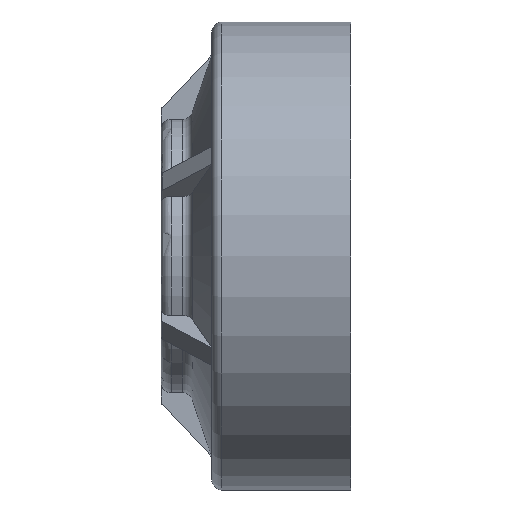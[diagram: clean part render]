
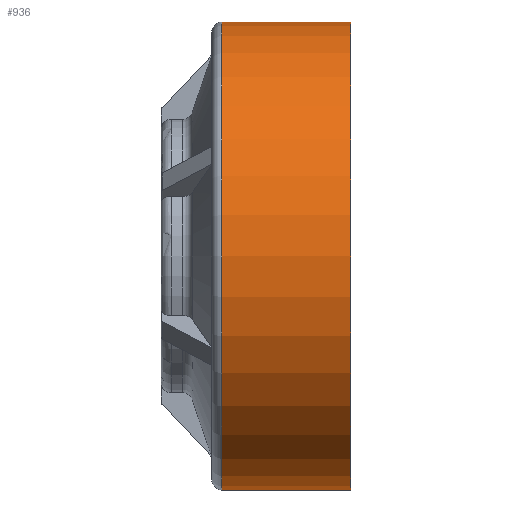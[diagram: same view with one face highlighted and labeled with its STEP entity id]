
A CAD part, left-side view. The second image highlights one B-rep face of the part: STEP entity #936.
In plain terms, the highlighted cylindrical face has radius 23.05 mm (diameter 46.1 mm), a partial arc.
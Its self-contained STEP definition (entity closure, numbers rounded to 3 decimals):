
#20 = ORIENTED_EDGE ( 'NONE', *, *, #2813, .T. ) ;
#71 = CYLINDRICAL_SURFACE ( 'NONE', #2819, 23.05 ) ;
#89 = DIRECTION ( 'NONE',  ( 0., 0., -1. ) ) ;
#185 = VECTOR ( 'NONE', #553, 1000. ) ;
#193 = EDGE_CURVE ( 'NONE', #215, #1528, #2924, .T. ) ;
#215 = VERTEX_POINT ( 'NONE', #1375 ) ;
#232 = CARTESIAN_POINT ( 'NONE',  ( 0., -0.002, -23.045 ) ) ;
#271 = EDGE_LOOP ( 'NONE', ( #1957, #1971, #20, #688 ) ) ;
#388 = AXIS2_PLACEMENT_3D ( 'NONE', #2285, #1101, #2955 ) ;
#553 = DIRECTION ( 'NONE',  ( 0., -1., 0. ) ) ;
#587 = EDGE_CURVE ( 'NONE', #215, #830, #971, .T. ) ;
#688 = ORIENTED_EDGE ( 'NONE', *, *, #1618, .F. ) ;
#776 = CARTESIAN_POINT ( 'NONE',  ( 0., 12.715, -23.045 ) ) ;
#783 = VECTOR ( 'NONE', #2114, 1000. ) ;
#830 = VERTEX_POINT ( 'NONE', #2963 ) ;
#936 = ADVANCED_FACE ( 'NONE', ( #2701 ), #71, .T. ) ;
#971 = LINE ( 'NONE', #2183, #185 ) ;
#1101 = DIRECTION ( 'NONE',  ( 0., -1., 0. ) ) ;
#1169 = DIRECTION ( 'NONE',  ( 0., 0., -1. ) ) ;
#1243 = CARTESIAN_POINT ( 'NONE',  ( 0., -0.002, -23.045 ) ) ;
#1375 = CARTESIAN_POINT ( 'NONE',  ( 0., 12.715, 23.055 ) ) ;
#1394 = CIRCLE ( 'NONE', #2282, 23.05 ) ;
#1528 = VERTEX_POINT ( 'NONE', #776 ) ;
#1618 = EDGE_CURVE ( 'NONE', #830, #2160, #1394, .T. ) ;
#1756 = DIRECTION ( 'NONE',  ( 0., -1., 0. ) ) ;
#1846 = DIRECTION ( 'NONE',  ( 0., -1., 0. ) ) ;
#1957 = ORIENTED_EDGE ( 'NONE', *, *, #587, .F. ) ;
#1971 = ORIENTED_EDGE ( 'NONE', *, *, #193, .T. ) ;
#1992 = CARTESIAN_POINT ( 'NONE',  ( 0., -0.002, 0.005 ) ) ;
#2114 = DIRECTION ( 'NONE',  ( 0., -1., 0. ) ) ;
#2160 = VERTEX_POINT ( 'NONE', #1243 ) ;
#2183 = CARTESIAN_POINT ( 'NONE',  ( 0., -0.002, 23.055 ) ) ;
#2282 = AXIS2_PLACEMENT_3D ( 'NONE', #1992, #1756, #89 ) ;
#2285 = CARTESIAN_POINT ( 'NONE',  ( 0., 12.715, 0.005 ) ) ;
#2359 = CARTESIAN_POINT ( 'NONE',  ( 0., -0.002, 0.005 ) ) ;
#2701 = FACE_OUTER_BOUND ( 'NONE', #271, .T. ) ;
#2771 = LINE ( 'NONE', #232, #783 ) ;
#2813 = EDGE_CURVE ( 'NONE', #1528, #2160, #2771, .T. ) ;
#2819 = AXIS2_PLACEMENT_3D ( 'NONE', #2359, #1846, #1169 ) ;
#2924 = CIRCLE ( 'NONE', #388, 23.05 ) ;
#2955 = DIRECTION ( 'NONE',  ( 0., 0., -1. ) ) ;
#2963 = CARTESIAN_POINT ( 'NONE',  ( 0., -0.002, 23.055 ) ) ;
